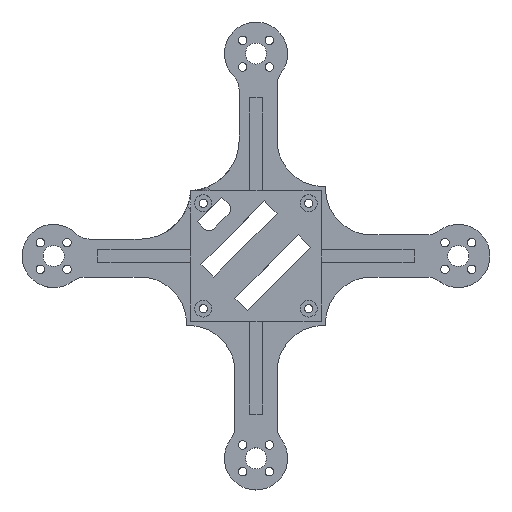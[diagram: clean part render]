
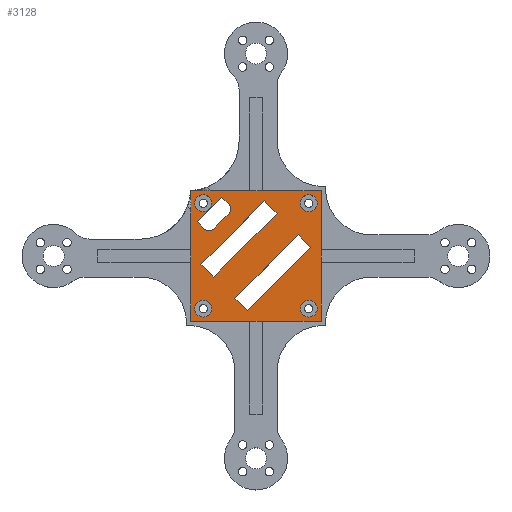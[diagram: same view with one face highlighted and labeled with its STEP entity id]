
A CAD part, top view. The second image highlights one B-rep face of the part: STEP entity #3128.
In plain terms, the highlighted planar face has unit normal (0, 0, 1).
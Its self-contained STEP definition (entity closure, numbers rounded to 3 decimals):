
#86=FACE_BOUND('',#734,.T.);
#87=FACE_BOUND('',#735,.T.);
#88=FACE_BOUND('',#736,.T.);
#89=FACE_BOUND('',#737,.T.);
#90=FACE_BOUND('',#738,.T.);
#91=FACE_BOUND('',#739,.T.);
#92=FACE_BOUND('',#740,.T.);
#238=CIRCLE('',#3457,1.5);
#239=CIRCLE('',#3460,1.5);
#240=CIRCLE('',#3462,2.);
#241=CIRCLE('',#3463,2.);
#242=CIRCLE('',#3464,2.);
#243=CIRCLE('',#3465,2.);
#351=PLANE('',#3461);
#504=FACE_OUTER_BOUND('',#733,.T.);
#733=EDGE_LOOP('',(#2639,#2640,#2641,#2642,#2643,#2644,#2645,#2646,#2647,
#2648,#2649,#2650,#2651,#2652));
#734=EDGE_LOOP('',(#2653,#2654,#2655,#2656));
#735=EDGE_LOOP('',(#2657,#2658,#2659,#2660));
#736=EDGE_LOOP('',(#2661,#2662,#2663,#2664,#2665,#2666));
#737=EDGE_LOOP('',(#2667));
#738=EDGE_LOOP('',(#2668));
#739=EDGE_LOOP('',(#2669));
#740=EDGE_LOOP('',(#2670));
#839=LINE('',#4553,#1091);
#842=LINE('',#4558,#1094);
#864=LINE('',#4704,#1116);
#867=LINE('',#4709,#1119);
#920=LINE('',#4897,#1172);
#923=LINE('',#4903,#1175);
#928=LINE('',#4914,#1180);
#931=LINE('',#4920,#1183);
#936=LINE('',#4931,#1188);
#939=LINE('',#4961,#1191);
#941=LINE('',#4967,#1193);
#944=LINE('',#4973,#1196);
#949=LINE('',#4984,#1201);
#952=LINE('',#4991,#1204);
#984=LINE('',#5171,#1236);
#986=LINE('',#5174,#1238);
#987=LINE('',#5177,#1239);
#989=LINE('',#5180,#1241);
#1026=LINE('',#5254,#1278);
#1028=LINE('',#5257,#1280);
#1030=LINE('',#5260,#1282);
#1034=LINE('',#5270,#1286);
#1041=LINE('',#5285,#1293);
#1043=LINE('',#5292,#1295);
#1044=LINE('',#5294,#1296);
#1045=LINE('',#5295,#1297);
#1091=VECTOR('',#3579,10.);
#1094=VECTOR('',#3584,10.);
#1116=VECTOR('',#3718,10.);
#1119=VECTOR('',#3723,10.);
#1172=VECTOR('',#3922,10.);
#1175=VECTOR('',#3927,10.);
#1180=VECTOR('',#3934,10.);
#1183=VECTOR('',#3939,10.);
#1188=VECTOR('',#3946,10.);
#1191=VECTOR('',#3959,10.);
#1193=VECTOR('',#3963,10.);
#1196=VECTOR('',#3968,10.);
#1201=VECTOR('',#3975,10.);
#1204=VECTOR('',#3982,10.);
#1236=VECTOR('',#4182,10.);
#1238=VECTOR('',#4186,10.);
#1239=VECTOR('',#4189,10.);
#1241=VECTOR('',#4193,10.);
#1278=VECTOR('',#4264,10.);
#1280=VECTOR('',#4268,10.);
#1282=VECTOR('',#4272,10.);
#1286=VECTOR('',#4284,10.);
#1293=VECTOR('',#4301,10.);
#1295=VECTOR('',#4309,10.);
#1296=VECTOR('',#4310,10.);
#1297=VECTOR('',#4311,10.);
#1342=VERTEX_POINT('',#4550);
#1343=VERTEX_POINT('',#4552);
#1344=VERTEX_POINT('',#4556);
#1411=VERTEX_POINT('',#4701);
#1412=VERTEX_POINT('',#4703);
#1413=VERTEX_POINT('',#4707);
#1458=VERTEX_POINT('',#4894);
#1459=VERTEX_POINT('',#4896);
#1461=VERTEX_POINT('',#4902);
#1465=VERTEX_POINT('',#4911);
#1466=VERTEX_POINT('',#4913);
#1468=VERTEX_POINT('',#4919);
#1471=VERTEX_POINT('',#4927);
#1473=VERTEX_POINT('',#4930);
#1477=VERTEX_POINT('',#4959);
#1479=VERTEX_POINT('',#4964);
#1480=VERTEX_POINT('',#4966);
#1482=VERTEX_POINT('',#4972);
#1486=VERTEX_POINT('',#4981);
#1487=VERTEX_POINT('',#4983);
#1537=VERTEX_POINT('',#5170);
#1538=VERTEX_POINT('',#5176);
#1561=VERTEX_POINT('',#5277);
#1562=VERTEX_POINT('',#5279);
#1563=VERTEX_POINT('',#5283);
#1564=VERTEX_POINT('',#5287);
#1565=VERTEX_POINT('',#5291);
#1566=VERTEX_POINT('',#5293);
#1567=VERTEX_POINT('',#5296);
#1568=VERTEX_POINT('',#5298);
#1569=VERTEX_POINT('',#5300);
#1570=VERTEX_POINT('',#5302);
#1620=EDGE_CURVE('',#1343,#1342,#839,.F.);
#1623=EDGE_CURVE('',#1342,#1344,#842,.F.);
#1695=EDGE_CURVE('',#1412,#1411,#864,.F.);
#1698=EDGE_CURVE('',#1411,#1413,#867,.F.);
#1785=EDGE_CURVE('',#1458,#1459,#920,.F.);
#1788=EDGE_CURVE('',#1461,#1458,#923,.F.);
#1793=EDGE_CURVE('',#1465,#1466,#928,.F.);
#1796=EDGE_CURVE('',#1468,#1465,#931,.F.);
#1801=EDGE_CURVE('',#1471,#1473,#936,.F.);
#1809=EDGE_CURVE('',#1477,#1471,#939,.F.);
#1811=EDGE_CURVE('',#1479,#1480,#941,.F.);
#1814=EDGE_CURVE('',#1482,#1479,#944,.F.);
#1819=EDGE_CURVE('',#1486,#1487,#949,.F.);
#1823=EDGE_CURVE('',#1473,#1486,#952,.F.);
#1898=EDGE_CURVE('',#1537,#1343,#984,.F.);
#1900=EDGE_CURVE('',#1344,#1537,#986,.F.);
#1901=EDGE_CURVE('',#1538,#1412,#987,.F.);
#1903=EDGE_CURVE('',#1413,#1538,#989,.F.);
#1940=EDGE_CURVE('',#1459,#1482,#1026,.F.);
#1942=EDGE_CURVE('',#1466,#1461,#1028,.F.);
#1944=EDGE_CURVE('',#1480,#1477,#1030,.F.);
#1950=EDGE_CURVE('',#1487,#1468,#1034,.F.);
#1955=EDGE_CURVE('',#1561,#1562,#238,.F.);
#1958=EDGE_CURVE('',#1561,#1563,#1041,.F.);
#1959=EDGE_CURVE('',#1564,#1563,#239,.F.);
#1961=EDGE_CURVE('',#1564,#1565,#1043,.F.);
#1962=EDGE_CURVE('',#1565,#1566,#1044,.F.);
#1963=EDGE_CURVE('',#1566,#1562,#1045,.F.);
#1964=EDGE_CURVE('',#1567,#1567,#240,.F.);
#1965=EDGE_CURVE('',#1568,#1568,#241,.F.);
#1966=EDGE_CURVE('',#1569,#1569,#242,.F.);
#1967=EDGE_CURVE('',#1570,#1570,#243,.F.);
#2639=ORIENTED_EDGE('',*,*,#1809,.F.);
#2640=ORIENTED_EDGE('',*,*,#1944,.F.);
#2641=ORIENTED_EDGE('',*,*,#1811,.F.);
#2642=ORIENTED_EDGE('',*,*,#1814,.F.);
#2643=ORIENTED_EDGE('',*,*,#1940,.F.);
#2644=ORIENTED_EDGE('',*,*,#1785,.F.);
#2645=ORIENTED_EDGE('',*,*,#1788,.F.);
#2646=ORIENTED_EDGE('',*,*,#1942,.F.);
#2647=ORIENTED_EDGE('',*,*,#1793,.F.);
#2648=ORIENTED_EDGE('',*,*,#1796,.F.);
#2649=ORIENTED_EDGE('',*,*,#1950,.F.);
#2650=ORIENTED_EDGE('',*,*,#1819,.F.);
#2651=ORIENTED_EDGE('',*,*,#1823,.F.);
#2652=ORIENTED_EDGE('',*,*,#1801,.F.);
#2653=ORIENTED_EDGE('',*,*,#1898,.T.);
#2654=ORIENTED_EDGE('',*,*,#1620,.T.);
#2655=ORIENTED_EDGE('',*,*,#1623,.T.);
#2656=ORIENTED_EDGE('',*,*,#1900,.T.);
#2657=ORIENTED_EDGE('',*,*,#1901,.T.);
#2658=ORIENTED_EDGE('',*,*,#1695,.T.);
#2659=ORIENTED_EDGE('',*,*,#1698,.T.);
#2660=ORIENTED_EDGE('',*,*,#1903,.T.);
#2661=ORIENTED_EDGE('',*,*,#1959,.F.);
#2662=ORIENTED_EDGE('',*,*,#1961,.T.);
#2663=ORIENTED_EDGE('',*,*,#1962,.T.);
#2664=ORIENTED_EDGE('',*,*,#1963,.T.);
#2665=ORIENTED_EDGE('',*,*,#1955,.F.);
#2666=ORIENTED_EDGE('',*,*,#1958,.T.);
#2667=ORIENTED_EDGE('',*,*,#1964,.T.);
#2668=ORIENTED_EDGE('',*,*,#1965,.T.);
#2669=ORIENTED_EDGE('',*,*,#1966,.T.);
#2670=ORIENTED_EDGE('',*,*,#1967,.T.);
#3128=ADVANCED_FACE('',(#504,#86,#87,#88,#89,#90,#91,#92),#351,.T.);
#3457=AXIS2_PLACEMENT_3D('',#5280,#4295,#4296);
#3460=AXIS2_PLACEMENT_3D('',#5288,#4304,#4305);
#3461=AXIS2_PLACEMENT_3D('',#5290,#4307,#4308);
#3462=AXIS2_PLACEMENT_3D('',#5297,#4312,#4313);
#3463=AXIS2_PLACEMENT_3D('',#5299,#4314,#4315);
#3464=AXIS2_PLACEMENT_3D('',#5301,#4316,#4317);
#3465=AXIS2_PLACEMENT_3D('',#5303,#4318,#4319);
#3579=DIRECTION('',(0.707,0.707,0.));
#3584=DIRECTION('',(0.707,-0.707,0.));
#3718=DIRECTION('',(0.707,0.707,0.));
#3723=DIRECTION('',(0.707,-0.707,0.));
#3922=DIRECTION('',(1.,0.,0.));
#3927=DIRECTION('',(1.,0.,0.));
#3934=DIRECTION('',(0.,1.,0.));
#3939=DIRECTION('',(0.,1.,0.));
#3946=DIRECTION('',(-1.,0.,0.));
#3959=DIRECTION('',(0.,-1.,0.));
#3963=DIRECTION('',(0.,-1.,0.));
#3968=DIRECTION('',(0.,-1.,0.));
#3975=DIRECTION('',(-1.,0.,0.));
#3982=DIRECTION('',(-1.,0.,0.));
#4182=DIRECTION('',(-0.707,0.707,0.));
#4186=DIRECTION('',(-0.707,-0.707,0.));
#4189=DIRECTION('',(-0.707,0.707,0.));
#4193=DIRECTION('',(-0.707,-0.707,0.));
#4264=DIRECTION('',(1.,0.,0.));
#4268=DIRECTION('',(0.,1.,0.));
#4272=DIRECTION('',(0.,-1.,0.));
#4284=DIRECTION('',(-1.,0.,0.));
#4295=DIRECTION('center_axis',(0.,0.,-1.));
#4296=DIRECTION('ref_axis',(1.,0.,0.));
#4301=DIRECTION('',(0.707,0.707,0.));
#4304=DIRECTION('center_axis',(0.,0.,-1.));
#4305=DIRECTION('ref_axis',(0.,-1.,0.));
#4307=DIRECTION('center_axis',(0.,0.,1.));
#4308=DIRECTION('ref_axis',(1.,0.,0.));
#4309=DIRECTION('',(0.707,-0.707,0.));
#4310=DIRECTION('',(-0.707,-0.707,0.));
#4311=DIRECTION('',(-0.707,0.707,0.));
#4312=DIRECTION('center_axis',(0.,0.,1.));
#4313=DIRECTION('ref_axis',(1.,0.,0.));
#4314=DIRECTION('center_axis',(0.,0.,1.));
#4315=DIRECTION('ref_axis',(1.,0.,0.));
#4316=DIRECTION('center_axis',(0.,0.,1.));
#4317=DIRECTION('ref_axis',(1.,0.,0.));
#4318=DIRECTION('center_axis',(0.,0.,1.));
#4319=DIRECTION('ref_axis',(1.,0.,0.));
#4550=CARTESIAN_POINT('',(-10.,-4.99,-1.));
#4552=CARTESIAN_POINT('',(5.,10.01,-1.));
#4553=CARTESIAN_POINT('',(1.248,6.258,-1.));
#4556=CARTESIAN_POINT('',(-13.052,-1.938,-1.));
#4558=CARTESIAN_POINT('',(-8.748,-6.243,-1.));
#4701=CARTESIAN_POINT('',(-2.,-12.99,-1.));
#4703=CARTESIAN_POINT('',(13.,2.01,-1.));
#4704=CARTESIAN_POINT('',(9.248,-1.743,-1.));
#4707=CARTESIAN_POINT('',(-5.,-9.99,-1.));
#4709=CARTESIAN_POINT('',(-4.748,-10.243,-1.));
#4894=CARTESIAN_POINT('',(1.5,-15.49,-1.));
#4896=CARTESIAN_POINT('',(-1.5,-15.49,-1.));
#4897=CARTESIAN_POINT('',(7.25,-15.49,-1.));
#4902=CARTESIAN_POINT('',(15.49,-15.49,-1.));
#4903=CARTESIAN_POINT('',(7.25,-15.49,-1.));
#4911=CARTESIAN_POINT('',(15.49,1.5,-1.));
#4913=CARTESIAN_POINT('',(15.49,-1.5,-1.));
#4914=CARTESIAN_POINT('',(15.49,7.25,-1.));
#4919=CARTESIAN_POINT('',(15.49,15.5,-1.));
#4920=CARTESIAN_POINT('',(15.49,7.25,-1.));
#4927=CARTESIAN_POINT('',(-15.5,15.5,-1.));
#4930=CARTESIAN_POINT('',(-13.276,15.5,-1.));
#4931=CARTESIAN_POINT('',(-7.25,15.5,-1.));
#4959=CARTESIAN_POINT('',(-15.5,13.392,-1.));
#4961=CARTESIAN_POINT('',(-15.5,-7.25,-1.));
#4964=CARTESIAN_POINT('',(-15.5,-1.5,-1.));
#4966=CARTESIAN_POINT('',(-15.5,1.5,-1.));
#4967=CARTESIAN_POINT('',(-15.5,-7.25,-1.));
#4972=CARTESIAN_POINT('',(-15.5,-15.49,-1.));
#4973=CARTESIAN_POINT('',(-15.5,-7.25,-1.));
#4981=CARTESIAN_POINT('',(-1.5,15.5,-1.));
#4983=CARTESIAN_POINT('',(1.5,15.5,-1.));
#4984=CARTESIAN_POINT('',(-7.25,15.5,-1.));
#4991=CARTESIAN_POINT('',(-7.25,15.5,-1.));
#5170=CARTESIAN_POINT('',(1.948,13.062,-1.));
#5171=CARTESIAN_POINT('',(4.727,10.283,-1.));
#5174=CARTESIAN_POINT('',(-9.304,1.809,-1.));
#5176=CARTESIAN_POINT('',(10.,5.01,-1.));
#5177=CARTESIAN_POINT('',(8.753,6.258,-1.));
#5180=CARTESIAN_POINT('',(-1.253,-6.243,-1.));
#5254=CARTESIAN_POINT('',(7.25,-15.49,-1.));
#5257=CARTESIAN_POINT('',(15.49,7.25,-1.));
#5260=CARTESIAN_POINT('',(-15.5,-7.25,-1.));
#5270=CARTESIAN_POINT('',(-7.25,15.5,-1.));
#5277=CARTESIAN_POINT('',(-6.379,10.086,-1.));
#5279=CARTESIAN_POINT('',(-6.379,12.207,-1.));
#5280=CARTESIAN_POINT('Origin',(-7.439,11.146,-1.));
#5283=CARTESIAN_POINT('',(-10.086,6.379,-1.));
#5285=CARTESIAN_POINT('',(-7.482,8.982,-1.));
#5287=CARTESIAN_POINT('',(-12.207,6.379,-1.));
#5288=CARTESIAN_POINT('Origin',(-11.146,7.439,-1.));
#5290=CARTESIAN_POINT('Origin',(0.,0.,-1.));
#5291=CARTESIAN_POINT('',(-13.914,8.086,-1.));
#5292=CARTESIAN_POINT('',(-7.914,2.086,-1.));
#5293=CARTESIAN_POINT('',(-8.086,13.914,-1.));
#5294=CARTESIAN_POINT('',(-11.75,10.25,-1.));
#5295=CARTESIAN_POINT('',(-2.586,8.414,-1.));
#5296=CARTESIAN_POINT('',(-14.5,12.5,-1.));
#5297=CARTESIAN_POINT('Origin',(-12.5,12.5,-1.));
#5298=CARTESIAN_POINT('',(10.5,-12.5,-1.));
#5299=CARTESIAN_POINT('Origin',(12.5,-12.5,-1.));
#5300=CARTESIAN_POINT('',(10.5,12.5,-1.));
#5301=CARTESIAN_POINT('Origin',(12.5,12.5,-1.));
#5302=CARTESIAN_POINT('',(-14.5,-12.5,-1.));
#5303=CARTESIAN_POINT('Origin',(-12.5,-12.5,-1.));
